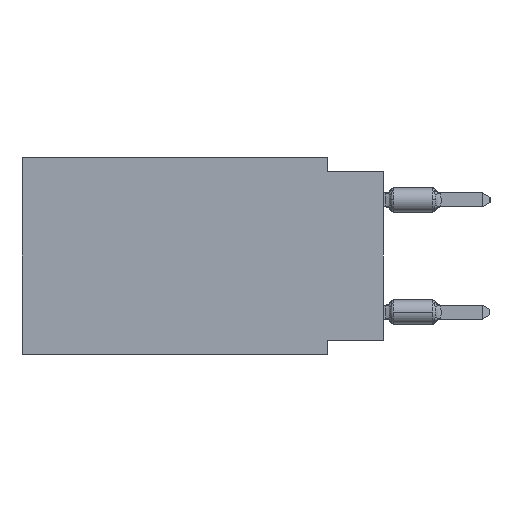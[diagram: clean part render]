
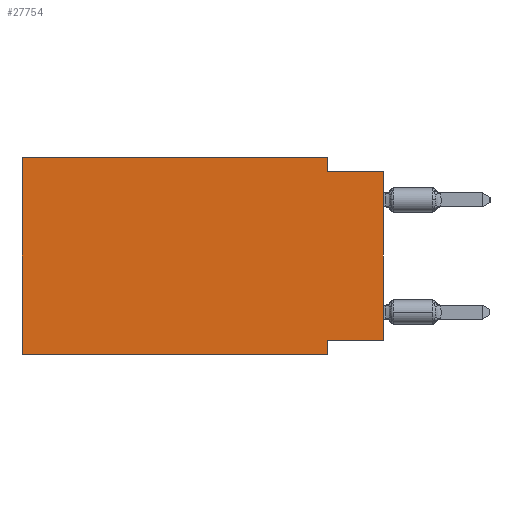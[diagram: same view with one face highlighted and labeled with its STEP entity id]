
A CAD part, left-side view. The second image highlights one B-rep face of the part: STEP entity #27754.
In plain terms, the highlighted planar face has unit normal (-1, 0, 0).
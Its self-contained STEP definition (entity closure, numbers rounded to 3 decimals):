
#270 = EDGE_CURVE ( 'NONE', #15802, #6759, #8812, .T. ) ;
#452 = VECTOR ( 'NONE', #6836, 1000. ) ;
#1210 = VECTOR ( 'NONE', #8477, 1000. ) ;
#1719 = CARTESIAN_POINT ( 'NONE',  ( 0., 16.383, -8.89 ) ) ;
#1853 = LINE ( 'NONE', #22429, #452 ) ;
#2006 = EDGE_CURVE ( 'NONE', #10730, #6759, #24522, .T. ) ;
#2023 = CARTESIAN_POINT ( 'NONE',  ( 0., 0., -8.255 ) ) ;
#2981 = VERTEX_POINT ( 'NONE', #6518 ) ;
#3859 = ORIENTED_EDGE ( 'NONE', *, *, #16247, .T. ) ;
#4873 = CARTESIAN_POINT ( 'NONE',  ( 0., 0., 0. ) ) ;
#4893 = ORIENTED_EDGE ( 'NONE', *, *, #25166, .F. ) ;
#4894 = VECTOR ( 'NONE', #8735, 1000. ) ;
#5635 = EDGE_CURVE ( 'NONE', #18058, #29715, #16594, .T. ) ;
#6518 = CARTESIAN_POINT ( 'NONE',  ( 0., 16.383, 0. ) ) ;
#6557 = VECTOR ( 'NONE', #33108, 1000. ) ;
#6759 = VERTEX_POINT ( 'NONE', #15948 ) ;
#6836 = DIRECTION ( 'NONE',  ( 0., 0., -1. ) ) ;
#7512 = LINE ( 'NONE', #10088, #10189 ) ;
#8477 = DIRECTION ( 'NONE',  ( 0., 0., 1. ) ) ;
#8653 = VECTOR ( 'NONE', #23856, 1000. ) ;
#8735 = DIRECTION ( 'NONE',  ( 0., -1., 0. ) ) ;
#8812 = LINE ( 'NONE', #1719, #6557 ) ;
#10007 = LINE ( 'NONE', #4873, #12031 ) ;
#10088 = CARTESIAN_POINT ( 'NONE',  ( 0., 0., -8.255 ) ) ;
#10189 = VECTOR ( 'NONE', #12150, 1000. ) ;
#10660 = ORIENTED_EDGE ( 'NONE', *, *, #14314, .F. ) ;
#10730 = VERTEX_POINT ( 'NONE', #14256 ) ;
#11515 = CARTESIAN_POINT ( 'NONE',  ( 0., 2.54, -8.89 ) ) ;
#11925 = AXIS2_PLACEMENT_3D ( 'NONE', #28466, #18665, #28969 ) ;
#12031 = VECTOR ( 'NONE', #15309, 1000. ) ;
#12150 = DIRECTION ( 'NONE',  ( 0., 1., 0. ) ) ;
#12184 = ORIENTED_EDGE ( 'NONE', *, *, #19097, .F. ) ;
#14256 = CARTESIAN_POINT ( 'NONE',  ( 0., 2.54, -8.255 ) ) ;
#14314 = EDGE_CURVE ( 'NONE', #17072, #10730, #7512, .T. ) ;
#14909 = VERTEX_POINT ( 'NONE', #33512 ) ;
#15309 = DIRECTION ( 'NONE',  ( 0., 0., 1. ) ) ;
#15593 = PLANE ( 'NONE',  #11925 ) ;
#15802 = VERTEX_POINT ( 'NONE', #33255 ) ;
#15948 = CARTESIAN_POINT ( 'NONE',  ( 0., 2.54, -8.89 ) ) ;
#16247 = EDGE_CURVE ( 'NONE', #17072, #29715, #10007, .T. ) ;
#16488 = LINE ( 'NONE', #24035, #8653 ) ;
#16594 = LINE ( 'NONE', #31715, #4894 ) ;
#16871 = ORIENTED_EDGE ( 'NONE', *, *, #270, .T. ) ;
#17024 = EDGE_CURVE ( 'NONE', #14909, #18058, #1853, .T. ) ;
#17072 = VERTEX_POINT ( 'NONE', #2023 ) ;
#18058 = VERTEX_POINT ( 'NONE', #27232 ) ;
#18492 = FACE_OUTER_BOUND ( 'NONE', #25177, .T. ) ;
#18665 = DIRECTION ( 'NONE',  ( 1., 0., 0. ) ) ;
#18743 = CARTESIAN_POINT ( 'NONE',  ( 0., 16.383, 0. ) ) ;
#19097 = EDGE_CURVE ( 'NONE', #15802, #2981, #23884, .T. ) ;
#21967 = DIRECTION ( 'NONE',  ( 0., 0., -1. ) ) ;
#22429 = CARTESIAN_POINT ( 'NONE',  ( 0., 2.54, 0. ) ) ;
#22517 = ORIENTED_EDGE ( 'NONE', *, *, #2006, .F. ) ;
#23577 = CARTESIAN_POINT ( 'NONE',  ( 0., 0., -0.635 ) ) ;
#23856 = DIRECTION ( 'NONE',  ( 0., -1., 0. ) ) ;
#23884 = LINE ( 'NONE', #18743, #1210 ) ;
#24035 = CARTESIAN_POINT ( 'NONE',  ( 0., 16.383, 0. ) ) ;
#24522 = LINE ( 'NONE', #11515, #26357 ) ;
#25166 = EDGE_CURVE ( 'NONE', #2981, #14909, #16488, .T. ) ;
#25177 = EDGE_LOOP ( 'NONE', ( #3859, #26189, #25743, #4893, #12184, #16871, #22517, #10660 ) ) ;
#25743 = ORIENTED_EDGE ( 'NONE', *, *, #17024, .F. ) ;
#26189 = ORIENTED_EDGE ( 'NONE', *, *, #5635, .F. ) ;
#26357 = VECTOR ( 'NONE', #21967, 1000. ) ;
#27232 = CARTESIAN_POINT ( 'NONE',  ( 0., 2.54, -0.635 ) ) ;
#27754 = ADVANCED_FACE ( 'NONE', ( #18492 ), #15593, .F. ) ;
#28466 = CARTESIAN_POINT ( 'NONE',  ( 0., 16.383, 0. ) ) ;
#28969 = DIRECTION ( 'NONE',  ( 0., 0., -1. ) ) ;
#29715 = VERTEX_POINT ( 'NONE', #23577 ) ;
#31715 = CARTESIAN_POINT ( 'NONE',  ( 0., 0., -0.635 ) ) ;
#33108 = DIRECTION ( 'NONE',  ( 0., -1., 0. ) ) ;
#33255 = CARTESIAN_POINT ( 'NONE',  ( 0., 16.383, -8.89 ) ) ;
#33512 = CARTESIAN_POINT ( 'NONE',  ( 0., 2.54, 0. ) ) ;
